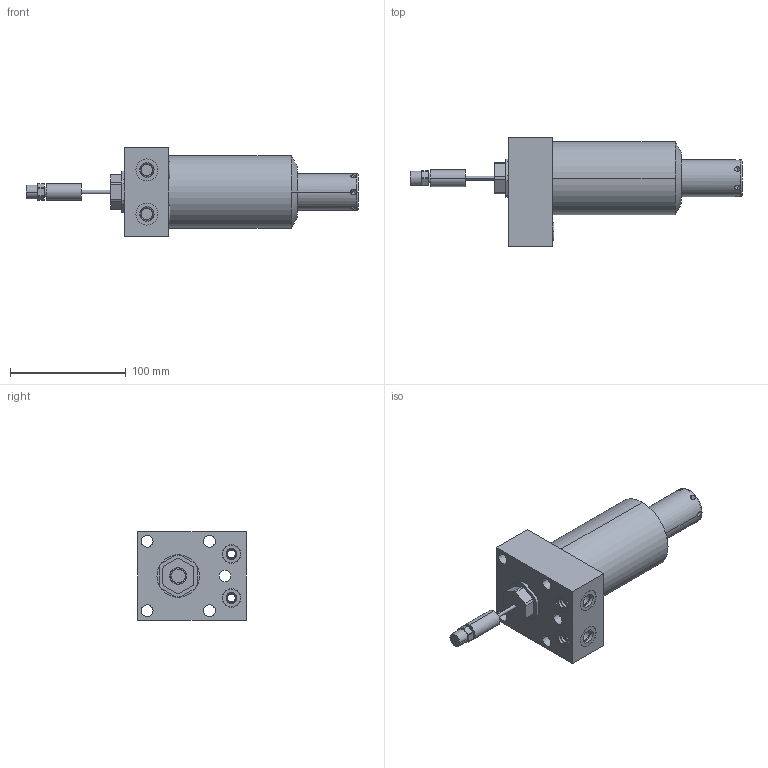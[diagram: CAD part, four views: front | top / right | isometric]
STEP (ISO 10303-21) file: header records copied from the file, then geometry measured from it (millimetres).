
FILE_DESCRIPTION((''),'2;1');
FILE_NAME('ILC14221803RUS','2025-03-14T08:09:45',('Asawyer'),(''),'CREO PARAMETRIC BY PTC INC, 2021164','CREO PARAMETRIC BY PTC INC, 2021164','');
FILE_SCHEMA(('AUTOMOTIVE_DESIGN { 1 0 10303 214 1 1 1 1 }'));
Length unit declared in the file: inch
Products named in the file (1): ILC14221803RUS
Bounding box: 287.32 x 93.68 x 76.2 mm (x, y, z)
Volume: 646046.6 mm3; surface area: 69304.4 mm2
Topology: 5 solids, 6 shells, 173 faces, 422 edges, 259 vertices
Faces by surface type: cylinder 70, plane 49, cone 40, torus 14
Entity records: 7090 total; most frequent: CARTESIAN_POINT 1121, DIRECTION 989, ORIENTED_EDGE 812, PRESENTATION_STYLE_ASSIGNMENT 465, STYLED_ITEM 448, CURVE_STYLE 442, EDGE_CURVE 408, AXIS2_PLACEMENT_3D 384
